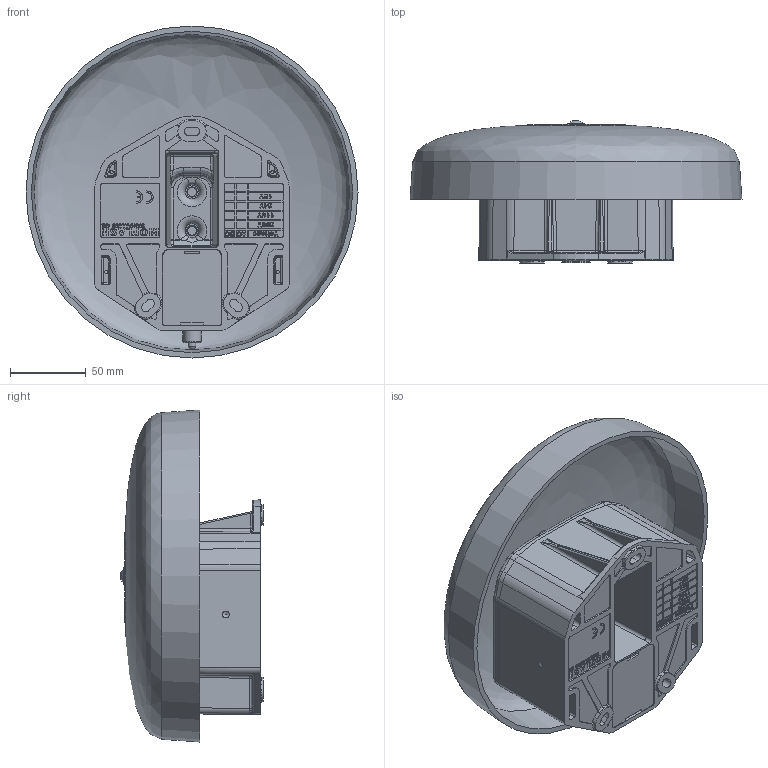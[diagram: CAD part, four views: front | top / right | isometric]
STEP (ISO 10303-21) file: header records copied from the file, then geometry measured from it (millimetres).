
FILE_DESCRIPTION (( 'STEP AP214' ), '1' );
FILE_NAME ('Moflash A8BM.STEP', '2017-03-31T09:08:19', ( '' ), ( '' ), 'SwSTEP 2.0', 'SolidWorks 2016', '' );
FILE_SCHEMA (( 'AUTOMOTIVE_DESIGN' ));
Length unit declared in the file: millimetre
Products named in the file (1): Moflash A8BM
Bounding box: 218.8 x 93.74 x 218.8 mm (x, y, z)
Volume: 610802.3 mm3; surface area: 295794.6 mm2
Topology: 11 solids, 11 shells, 2699 faces, 7171 edges, 4606 vertices
Faces by surface type: plane 1272, bspline 760, cylinder 431, cone 126, torus 71, sphere 39
Full cylindrical faces by diameter (mm): 0.5 x4, 2.2 x2, 2.3 x4, 3.3 x1, 4 x1, 5 x1, 5.5 x1, 6 x4, 6.2 x1, 6.5 x1, 7 x2, 8.07 x4, 9.07 x6, 10 x1, 12 x2, 15 x1, 19.7 x1, 24.8 x1
Entity records: 143751 total; most frequent: CARTESIAN_POINT 54939, ORIENTED_EDGE 14012, DIRECTION 9637, EDGE_CURVE 7006, VERTEX_POINT 4572, VECTOR 3913, LINE 3913, EDGE_LOOP 2998
